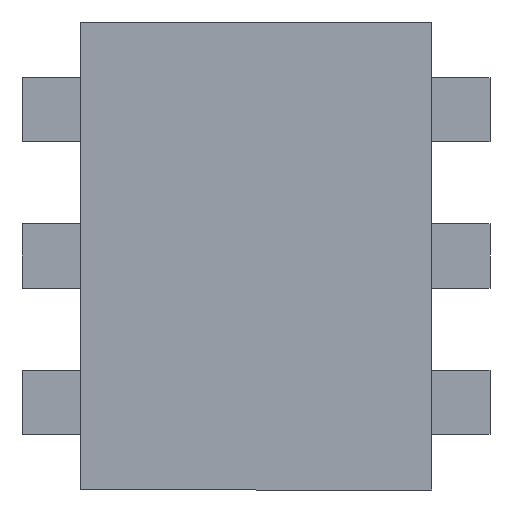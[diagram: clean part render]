
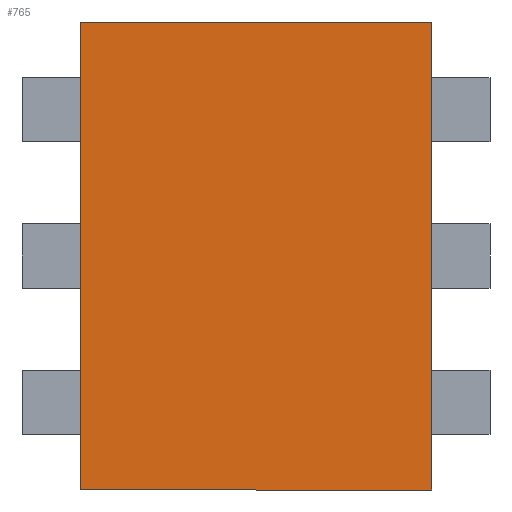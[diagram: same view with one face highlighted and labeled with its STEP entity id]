
A CAD part, front view. The second image highlights one B-rep face of the part: STEP entity #765.
In plain terms, the highlighted planar face has unit normal (0, -1, 0).
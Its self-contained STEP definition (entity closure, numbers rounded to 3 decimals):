
#51 = VERTEX_POINT ( 'NONE', #1438 ) ;
#73 = DIRECTION ( 'NONE',  ( 0., 0., -1. ) ) ;
#78 = LINE ( 'NONE', #880, #1399 ) ;
#108 = LINE ( 'NONE', #1450, #298 ) ;
#110 = EDGE_CURVE ( 'NONE', #1080, #1236, #925, .T. ) ;
#211 = EDGE_CURVE ( 'NONE', #963, #51, #108, .T. ) ;
#222 = FACE_OUTER_BOUND ( 'NONE', #328, .T. ) ;
#273 = CARTESIAN_POINT ( 'NONE',  ( 0., 0., 0. ) ) ;
#298 = VECTOR ( 'NONE', #1010, 1000. ) ;
#328 = EDGE_LOOP ( 'NONE', ( #1004, #1407, #1130, #405 ) ) ;
#405 = ORIENTED_EDGE ( 'NONE', *, *, #110, .F. ) ;
#435 = DIRECTION ( 'NONE',  ( -1., 0., 0. ) ) ;
#532 = EDGE_CURVE ( 'NONE', #51, #1080, #1276, .T. ) ;
#597 = DIRECTION ( 'NONE',  ( 0., -1., 0. ) ) ;
#614 = CARTESIAN_POINT ( 'NONE',  ( -0.6, 0., 0.8 ) ) ;
#765 = ADVANCED_FACE ( 'NONE', ( #222 ), #828, .T. ) ;
#828 = PLANE ( 'NONE',  #1423 ) ;
#843 = DIRECTION ( 'NONE',  ( 0., 0., -1. ) ) ;
#880 = CARTESIAN_POINT ( 'NONE',  ( -0.6, 0., 0.8 ) ) ;
#925 = LINE ( 'NONE', #1342, #953 ) ;
#953 = VECTOR ( 'NONE', #435, 1000. ) ;
#961 = CARTESIAN_POINT ( 'NONE',  ( 0.6, 0., 0.8 ) ) ;
#963 = VERTEX_POINT ( 'NONE', #614 ) ;
#1004 = ORIENTED_EDGE ( 'NONE', *, *, #532, .F. ) ;
#1010 = DIRECTION ( 'NONE',  ( 1., 0., 0. ) ) ;
#1067 = CARTESIAN_POINT ( 'NONE',  ( -0.6, 0., -0.8 ) ) ;
#1080 = VERTEX_POINT ( 'NONE', #1341 ) ;
#1130 = ORIENTED_EDGE ( 'NONE', *, *, #1325, .F. ) ;
#1160 = VECTOR ( 'NONE', #73, 1000. ) ;
#1236 = VERTEX_POINT ( 'NONE', #1067 ) ;
#1276 = LINE ( 'NONE', #961, #1160 ) ;
#1325 = EDGE_CURVE ( 'NONE', #1236, #963, #78, .T. ) ;
#1341 = CARTESIAN_POINT ( 'NONE',  ( 0.6, 0., -0.8 ) ) ;
#1342 = CARTESIAN_POINT ( 'NONE',  ( -0.6, 0., -0.8 ) ) ;
#1399 = VECTOR ( 'NONE', #1434, 1000. ) ;
#1407 = ORIENTED_EDGE ( 'NONE', *, *, #211, .F. ) ;
#1423 = AXIS2_PLACEMENT_3D ( 'NONE', #273, #597, #843 ) ;
#1434 = DIRECTION ( 'NONE',  ( 0., 0., 1. ) ) ;
#1438 = CARTESIAN_POINT ( 'NONE',  ( 0.6, 0., 0.8 ) ) ;
#1450 = CARTESIAN_POINT ( 'NONE',  ( -0.6, 0., 0.8 ) ) ;
